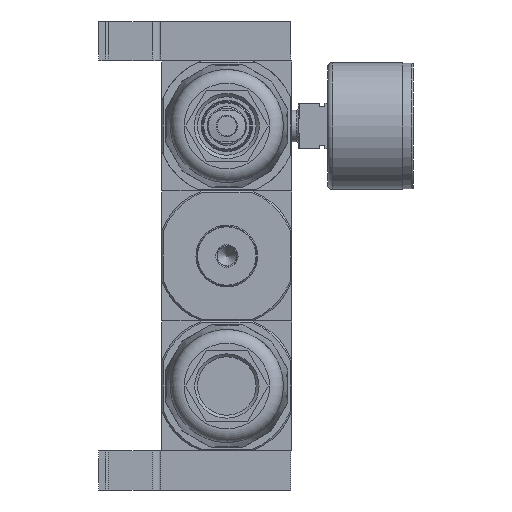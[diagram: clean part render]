
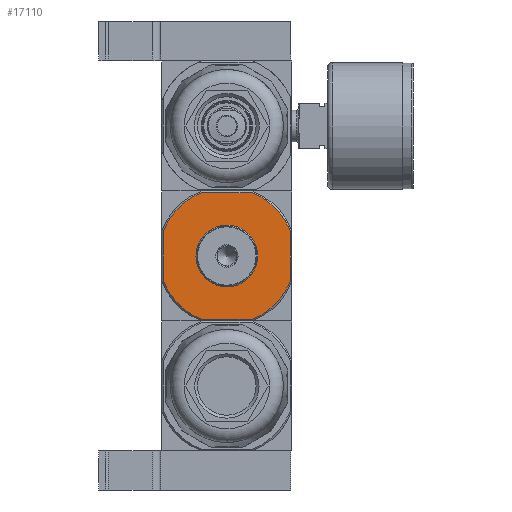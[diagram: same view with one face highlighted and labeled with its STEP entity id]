
A CAD part, front view. The second image highlights one B-rep face of the part: STEP entity #17110.
In plain terms, the highlighted planar face has unit normal (0, -1, 0).
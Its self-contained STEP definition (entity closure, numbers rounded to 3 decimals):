
#1609=CIRCLE('',#24018,9.5);
#1610=CIRCLE('',#24019,21.);
#1611=CIRCLE('',#24020,21.);
#1612=CIRCLE('',#24021,21.);
#1613=CIRCLE('',#24022,21.);
#4605=ORIENTED_EDGE('',*,*,#8207,.F.);
#4606=ORIENTED_EDGE('',*,*,#8208,.T.);
#4607=ORIENTED_EDGE('',*,*,#8209,.F.);
#4608=ORIENTED_EDGE('',*,*,#8203,.T.);
#4609=ORIENTED_EDGE('',*,*,#8210,.F.);
#4610=ORIENTED_EDGE('',*,*,#8211,.F.);
#4611=ORIENTED_EDGE('',*,*,#8212,.F.);
#4612=ORIENTED_EDGE('',*,*,#8213,.F.);
#4613=ORIENTED_EDGE('',*,*,#8214,.F.);
#8203=EDGE_CURVE('',#10269,#10270,#11668,.T.);
#8207=EDGE_CURVE('',#10273,#10273,#1609,.F.);
#8208=EDGE_CURVE('',#10274,#10275,#11670,.T.);
#8209=EDGE_CURVE('',#10269,#10275,#1610,.T.);
#8210=EDGE_CURVE('',#10276,#10270,#1611,.T.);
#8211=EDGE_CURVE('',#10277,#10276,#11671,.T.);
#8212=EDGE_CURVE('',#10278,#10277,#1612,.T.);
#8213=EDGE_CURVE('',#10279,#10278,#11672,.T.);
#8214=EDGE_CURVE('',#10274,#10279,#1613,.T.);
#10269=VERTEX_POINT('',#33482);
#10270=VERTEX_POINT('',#33483);
#10273=VERTEX_POINT('',#33497);
#10274=VERTEX_POINT('',#33499);
#10275=VERTEX_POINT('',#33500);
#10276=VERTEX_POINT('',#33503);
#10277=VERTEX_POINT('',#33505);
#10278=VERTEX_POINT('',#33507);
#10279=VERTEX_POINT('',#33509);
#11668=LINE('',#33481,#12772);
#11670=LINE('',#33498,#12774);
#11671=LINE('',#33504,#12775);
#11672=LINE('',#33508,#12776);
#12772=VECTOR('',#27744,1000.);
#12774=VECTOR('',#27750,1000.);
#12775=VECTOR('',#27755,1000.);
#12776=VECTOR('',#27758,1000.);
#14031=EDGE_LOOP('',(#4605));
#14032=EDGE_LOOP('',(#4606,#4607,#4608,#4609,#4610,#4611,#4612,#4613));
#15409=FACE_BOUND('',#14031,.T.);
#15410=FACE_BOUND('',#14032,.T.);
#16303=PLANE('',#24017);
#17110=ADVANCED_FACE('',(#15409,#15410),#16303,.F.);
#24017=AXIS2_PLACEMENT_3D('',#33495,#27746,#27747);
#24018=AXIS2_PLACEMENT_3D('',#33496,#27748,#27749);
#24019=AXIS2_PLACEMENT_3D('',#33501,#27751,#27752);
#24020=AXIS2_PLACEMENT_3D('',#33502,#27753,#27754);
#24021=AXIS2_PLACEMENT_3D('',#33506,#27756,#27757);
#24022=AXIS2_PLACEMENT_3D('',#33510,#27759,#27760);
#27744=DIRECTION('',(0.,0.,-1.));
#27746=DIRECTION('',(0.,1.,0.));
#27747=DIRECTION('',(0.,0.,1.));
#27748=DIRECTION('',(0.,1.,0.));
#27749=DIRECTION('',(0.,0.,1.));
#27750=DIRECTION('',(-1.,0.,0.));
#27751=DIRECTION('',(0.,1.,0.));
#27752=DIRECTION('',(-1.,0.,0.));
#27753=DIRECTION('',(0.,1.,0.));
#27754=DIRECTION('',(-1.,0.,0.));
#27755=DIRECTION('',(-1.,0.,0.));
#27756=DIRECTION('',(0.,1.,0.));
#27757=DIRECTION('',(-1.,0.,0.));
#27758=DIRECTION('',(0.,0.,-1.));
#27759=DIRECTION('',(0.,1.,0.));
#27760=DIRECTION('',(-1.,0.,0.));
#33481=CARTESIAN_POINT('',(-19.5,-20.,20.));
#33482=CARTESIAN_POINT('',(-19.5,-20.,7.794));
#33483=CARTESIAN_POINT('',(-19.5,-20.,-7.794));
#33495=CARTESIAN_POINT('',(-19.5,-20.,20.));
#33496=CARTESIAN_POINT('',(0.,-20.,0.));
#33497=CARTESIAN_POINT('',(0.,-20.,9.5));
#33498=CARTESIAN_POINT('',(20.,-20.,19.5));
#33499=CARTESIAN_POINT('',(7.794,-20.,19.5));
#33500=CARTESIAN_POINT('',(-7.794,-20.,19.5));
#33501=CARTESIAN_POINT('',(0.,-20.,0.));
#33502=CARTESIAN_POINT('',(0.,-20.,0.));
#33503=CARTESIAN_POINT('',(-7.794,-20.,-19.5));
#33504=CARTESIAN_POINT('',(20.,-20.,-19.5));
#33505=CARTESIAN_POINT('',(7.794,-20.,-19.5));
#33506=CARTESIAN_POINT('',(0.,-20.,0.));
#33507=CARTESIAN_POINT('',(19.5,-20.,-7.794));
#33508=CARTESIAN_POINT('',(19.5,-20.,20.));
#33509=CARTESIAN_POINT('',(19.5,-20.,7.794));
#33510=CARTESIAN_POINT('',(0.,-20.,0.));
